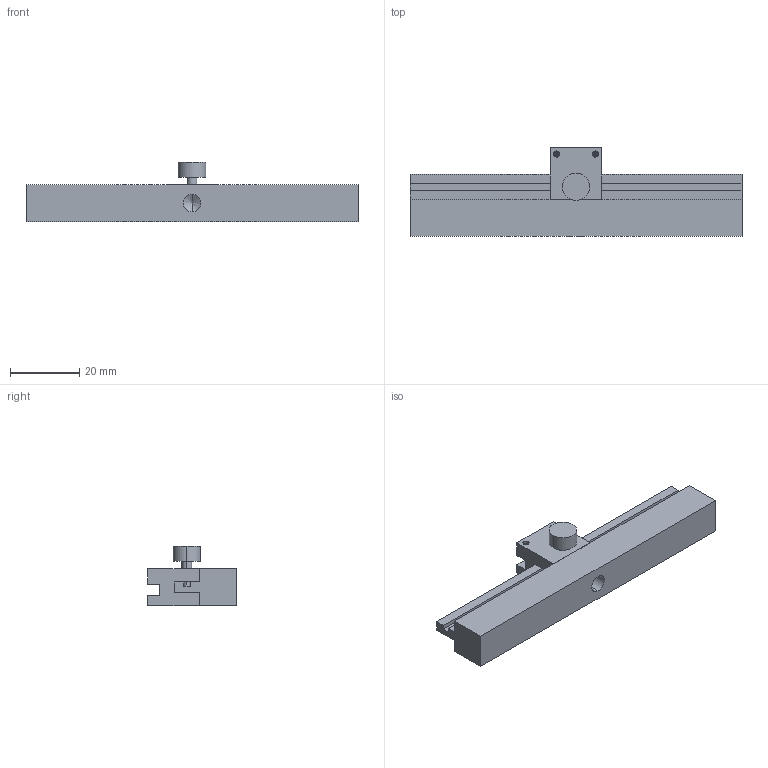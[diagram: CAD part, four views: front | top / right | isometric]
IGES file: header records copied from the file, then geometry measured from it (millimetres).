
Start section: SolidWorks IGES file using analytic representation for surfaces
Global section: file name: prnt_53272.igs; native system: SolidWorks 2011; preprocessor: SolidWorks 2011; author: BillB; date: 130426.120518; units: millimetre
Bounding box: 96 x 25.7 x 17.17 mm (x, y, z)
Volume: 14578.4 mm3; surface area: 8079 mm2
Topology: 5 solids, 5 shells, 202 faces, 512 edges, 320 vertices
Faces by surface type: revolution 130, plane 66, bspline 6
